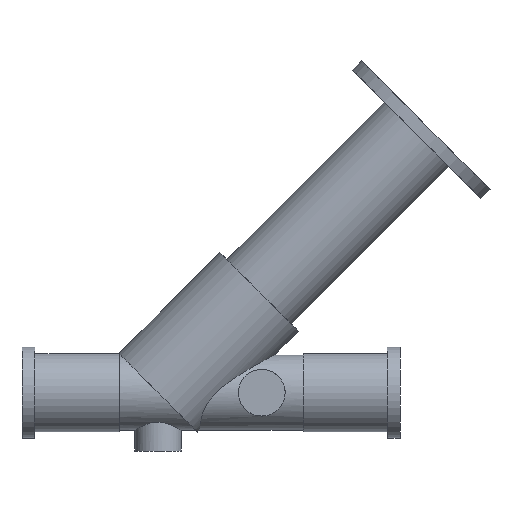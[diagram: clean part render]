
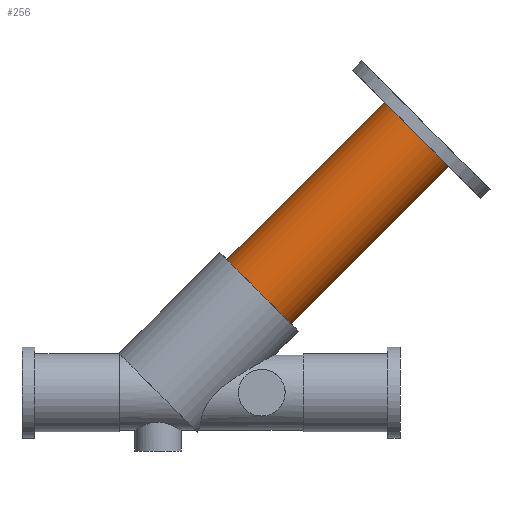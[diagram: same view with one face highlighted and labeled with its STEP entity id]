
A CAD part, front view. The second image highlights one B-rep face of the part: STEP entity #256.
In plain terms, the highlighted cylindrical face has radius 17.5 mm (diameter 35 mm), a full revolution.
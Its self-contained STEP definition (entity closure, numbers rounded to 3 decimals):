
#40=CIRCLE('',#292,17.5);
#46=CIRCLE('',#307,17.5);
#82=ORIENTED_EDGE('',*,*,#112,.F.);
#83=ORIENTED_EDGE('',*,*,#104,.T.);
#104=EDGE_CURVE('',#126,#126,#40,.T.);
#112=EDGE_CURVE('',#134,#134,#46,.T.);
#126=VERTEX_POINT('',#483);
#134=VERTEX_POINT('',#527);
#173=EDGE_LOOP('',(#82));
#174=EDGE_LOOP('',(#83));
#217=FACE_BOUND('',#173,.T.);
#218=FACE_BOUND('',#174,.T.);
#237=CYLINDRICAL_SURFACE('',#306,17.5);
#256=ADVANCED_FACE('',(#217,#218),#237,.T.);
#292=AXIS2_PLACEMENT_3D('',#482,#351,#352);
#306=AXIS2_PLACEMENT_3D('',#525,#379,#380);
#307=AXIS2_PLACEMENT_3D('',#526,#381,#382);
#351=DIRECTION('',(0.707,0.,0.707));
#352=DIRECTION('',(0.707,0.,-0.707));
#379=DIRECTION('',(-0.707,0.,-0.707));
#380=DIRECTION('',(-0.707,0.,0.707));
#381=DIRECTION('',(0.707,0.,0.707));
#382=DIRECTION('',(0.707,0.,-0.707));
#482=CARTESIAN_POINT('',(18.441,0.,38.891));
#483=CARTESIAN_POINT('',(30.815,0.,26.517));
#525=CARTESIAN_POINT('',(79.265,0.,99.715));
#526=CARTESIAN_POINT('',(79.265,0.,99.715));
#527=CARTESIAN_POINT('',(91.64,0.,87.341));
